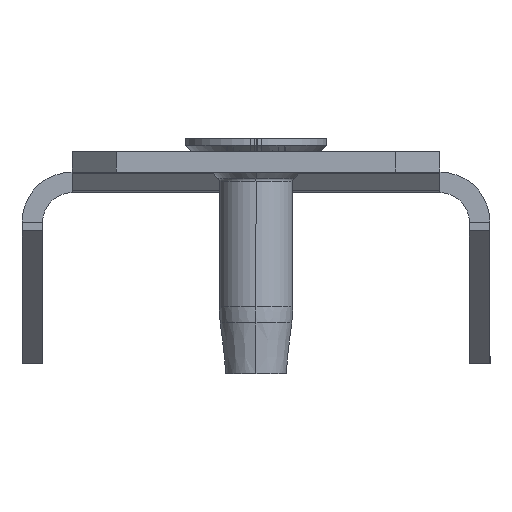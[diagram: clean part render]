
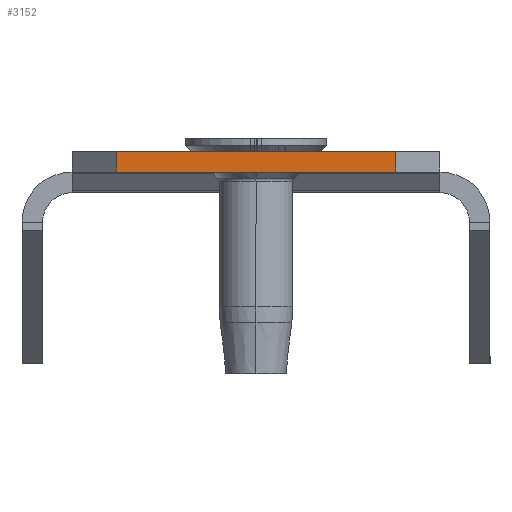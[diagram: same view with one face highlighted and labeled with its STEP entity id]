
A CAD part, left-side view. The second image highlights one B-rep face of the part: STEP entity #3152.
In plain terms, the highlighted planar face has unit normal (-1, 0, 0).
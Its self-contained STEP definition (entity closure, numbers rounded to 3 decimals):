
#10 = EDGE_CURVE ( 'NONE', #225, #1004, #7635, .T. ) ;
#29 = FACE_OUTER_BOUND ( 'NONE', #319, .T. ) ;
#188 = DIRECTION ( 'NONE',  ( 0., 0., -1. ) ) ;
#225 = VERTEX_POINT ( 'NONE', #532 ) ;
#319 = EDGE_LOOP ( 'NONE', ( #3184, #7330, #6381, #868 ) ) ;
#372 = VERTEX_POINT ( 'NONE', #5486 ) ;
#532 = CARTESIAN_POINT ( 'NONE',  ( -395., -9.5, 1.4 ) ) ;
#868 = ORIENTED_EDGE ( 'NONE', *, *, #10, .T. ) ;
#871 = LINE ( 'NONE', #6127, #6438 ) ;
#1004 = VERTEX_POINT ( 'NONE', #4363 ) ;
#1645 = EDGE_CURVE ( 'NONE', #372, #225, #6934, .T. ) ;
#1671 = VECTOR ( 'NONE', #2628, 1000. ) ;
#1768 = CARTESIAN_POINT ( 'NONE',  ( -395., 12.5, 1.4 ) ) ;
#2136 = VECTOR ( 'NONE', #7423, 1000. ) ;
#2567 = EDGE_CURVE ( 'NONE', #3462, #1004, #871, .T. ) ;
#2594 = DIRECTION ( 'NONE',  ( 1., 0., 0. ) ) ;
#2628 = DIRECTION ( 'NONE',  ( 0., 0., 1. ) ) ;
#3057 = VECTOR ( 'NONE', #7206, 1000. ) ;
#3152 = ADVANCED_FACE ( 'NONE', ( #29 ), #7526, .F. ) ;
#3184 = ORIENTED_EDGE ( 'NONE', *, *, #2567, .F. ) ;
#3220 = CARTESIAN_POINT ( 'NONE',  ( -395., -9.5, 2.8 ) ) ;
#3290 = CARTESIAN_POINT ( 'NONE',  ( -395., 12.5, 2.8 ) ) ;
#3462 = VERTEX_POINT ( 'NONE', #5976 ) ;
#4363 = CARTESIAN_POINT ( 'NONE',  ( -395., -9.5, 2.8 ) ) ;
#5155 = LINE ( 'NONE', #5279, #3057 ) ;
#5279 = CARTESIAN_POINT ( 'NONE',  ( -395., 9.5, 2.8 ) ) ;
#5450 = AXIS2_PLACEMENT_3D ( 'NONE', #3290, #2594, #188 ) ;
#5486 = CARTESIAN_POINT ( 'NONE',  ( -395., 9.5, 1.4 ) ) ;
#5569 = DIRECTION ( 'NONE',  ( 0., -1., 0. ) ) ;
#5976 = CARTESIAN_POINT ( 'NONE',  ( -395., 9.5, 2.8 ) ) ;
#6127 = CARTESIAN_POINT ( 'NONE',  ( -395., 12.5, 2.8 ) ) ;
#6381 = ORIENTED_EDGE ( 'NONE', *, *, #1645, .T. ) ;
#6438 = VECTOR ( 'NONE', #5569, 1000. ) ;
#6934 = LINE ( 'NONE', #1768, #2136 ) ;
#7206 = DIRECTION ( 'NONE',  ( 0., 0., -1. ) ) ;
#7227 = EDGE_CURVE ( 'NONE', #3462, #372, #5155, .T. ) ;
#7330 = ORIENTED_EDGE ( 'NONE', *, *, #7227, .T. ) ;
#7423 = DIRECTION ( 'NONE',  ( 0., -1., 0. ) ) ;
#7526 = PLANE ( 'NONE',  #5450 ) ;
#7635 = LINE ( 'NONE', #3220, #1671 ) ;
